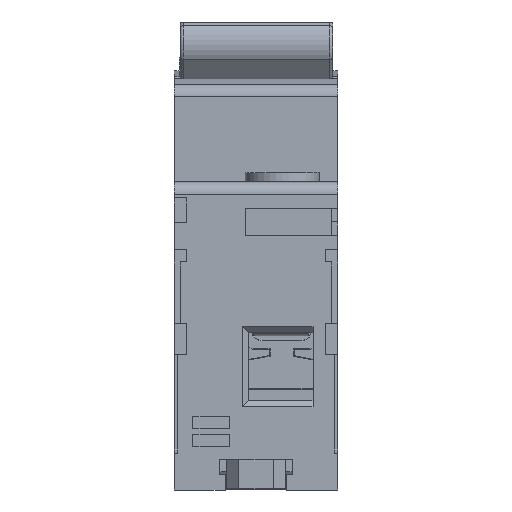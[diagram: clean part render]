
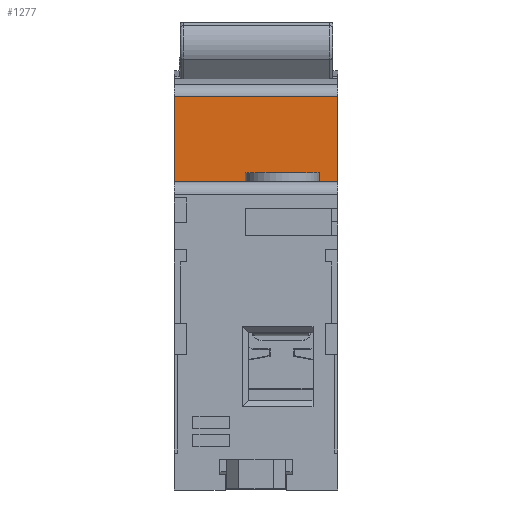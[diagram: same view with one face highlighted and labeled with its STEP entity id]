
A CAD part, left-side view. The second image highlights one B-rep face of the part: STEP entity #1277.
In plain terms, the highlighted planar face has unit normal (-1, 0, 0).
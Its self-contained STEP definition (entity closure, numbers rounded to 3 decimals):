
#1277=ADVANCED_FACE('',(#2889),#2891,.T.);
#2889=FACE_BOUND('',#2890,.T.);
#2890=EDGE_LOOP('',(#11083,#11084,#11085,#11086));
#2891=PLANE('',#2892);
#2892=AXIS2_PLACEMENT_3D('',#2893,#2894,#2895);
#2893=CARTESIAN_POINT('',(115.5,0.,43.));
#2894=DIRECTION('',(-1.,0.,0.));
#2895=DIRECTION('',(0.,0.,1.));
#11083=ORIENTED_EDGE('',*,*,#16727,.T.);
#11084=ORIENTED_EDGE('',*,*,#16456,.F.);
#11085=ORIENTED_EDGE('',*,*,#16726,.F.);
#11086=ORIENTED_EDGE('',*,*,#16728,.T.);
#16456=EDGE_CURVE('',#19154,#19156,#19157,.T.);
#16726=EDGE_CURVE('',#19628,#19154,#19630,.T.);
#16727=EDGE_CURVE('',#19631,#19156,#19632,.T.);
#16728=EDGE_CURVE('',#19628,#19631,#19633,.T.);
#19154=VERTEX_POINT('',#23676);
#19156=VERTEX_POINT('',#23680);
#19157=LINE('',#23681,#23682);
#19628=VERTEX_POINT('',#24714);
#19630=LINE('',#24718,#24719);
#19631=VERTEX_POINT('',#24721);
#19632=LINE('',#24722,#24723);
#19633=LINE('',#24725,#24726);
#23676=CARTESIAN_POINT('',(115.5,26.5,43.));
#23680=CARTESIAN_POINT('',(115.5,26.5,56.806));
#23681=CARTESIAN_POINT('',(115.5,26.5,43.));
#23682=VECTOR('',#23683,1.);
#23683=DIRECTION('',(0.,0.,1.));
#24714=CARTESIAN_POINT('',(115.5,0.,43.));
#24718=CARTESIAN_POINT('',(115.5,0.,43.));
#24719=VECTOR('',#24720,1.);
#24720=DIRECTION('',(0.,1.,0.));
#24721=CARTESIAN_POINT('',(115.5,0.,56.806));
#24722=CARTESIAN_POINT('',(115.5,0.,56.806));
#24723=VECTOR('',#24724,1.);
#24724=DIRECTION('',(0.,1.,0.));
#24725=CARTESIAN_POINT('',(115.5,0.,43.));
#24726=VECTOR('',#24727,1.);
#24727=DIRECTION('',(0.,0.,1.));
